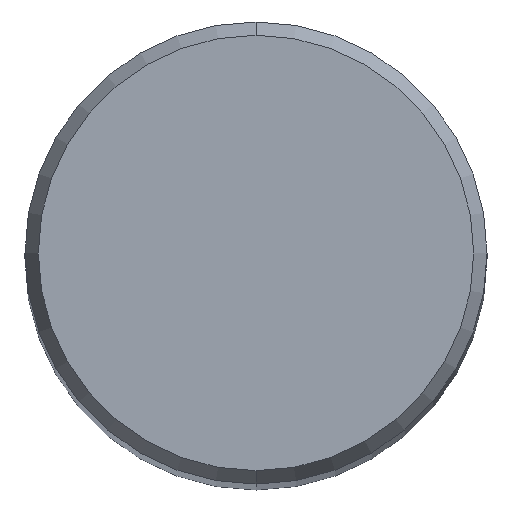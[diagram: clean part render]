
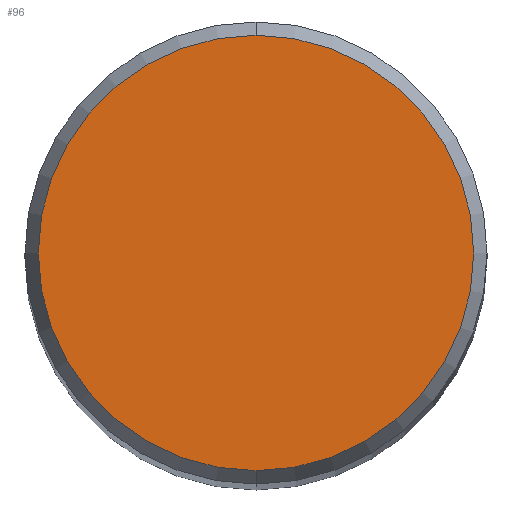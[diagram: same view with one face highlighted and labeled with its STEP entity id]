
A CAD part, top view. The second image highlights one B-rep face of the part: STEP entity #96.
In plain terms, the highlighted planar face has unit normal (0, 0, 1).
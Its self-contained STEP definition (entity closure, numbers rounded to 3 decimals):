
#96=ADVANCED_FACE('',(#241),#242,.T.);
#106=VERTEX_POINT('',#252);
#116=EDGE_CURVE('',#160,#106,#262,.T.);
#160=VERTEX_POINT('',#310);
#194=EDGE_CURVE('',#106,#160,#352,.T.);
#241=FACE_OUTER_BOUND('',#395,.T.);
#242=PLANE('',#396);
#252=CARTESIAN_POINT('',(0.,-3.746,0.0));
#262=CIRCLE('',#422,3.746);
#310=CARTESIAN_POINT('',(0.0,3.746,0.0));
#352=CIRCLE('',#535,3.746);
#395=EDGE_LOOP('',(#577,#578));
#396=AXIS2_PLACEMENT_3D('',#579,#580,#581);
#422=AXIS2_PLACEMENT_3D('',#586,#587,#588);
#535=AXIS2_PLACEMENT_3D('',#706,#707,#708);
#577=ORIENTED_EDGE('',*,*,#116,.F.);
#578=ORIENTED_EDGE('',*,*,#194,.F.);
#579=CARTESIAN_POINT('',(0.0,1.873,0.0));
#580=DIRECTION('',(-0.0,0.0,1.0));
#581=DIRECTION('',(0.0,-1.0,0.0));
#586=CARTESIAN_POINT('',(0.0,0.0,0.0));
#587=DIRECTION('',(0.0,0.0,-1.0));
#588=DIRECTION('',(0.0,1.0,0.0));
#706=CARTESIAN_POINT('',(0.0,0.0,0.0));
#707=DIRECTION('',(0.0,0.0,-1.0));
#708=DIRECTION('',(0.0,1.0,0.0));
